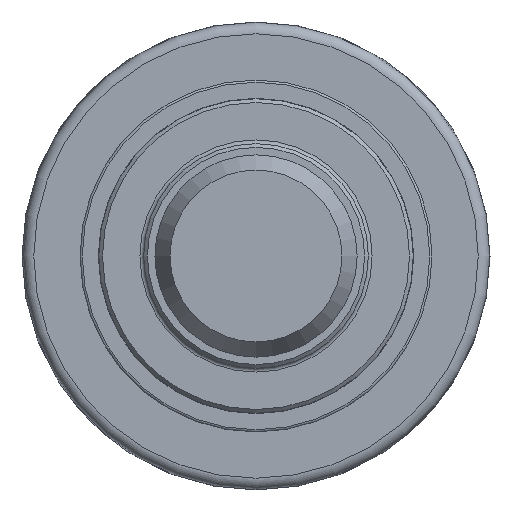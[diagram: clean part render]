
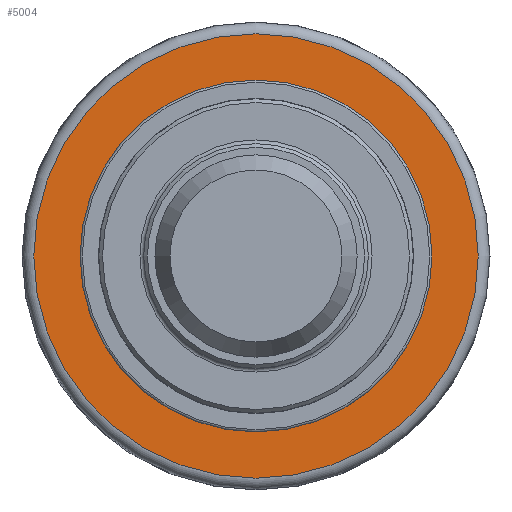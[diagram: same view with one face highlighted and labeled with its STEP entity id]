
A CAD part, left-side view. The second image highlights one B-rep face of the part: STEP entity #5004.
In plain terms, the highlighted planar face has unit normal (-1, 0, 0).
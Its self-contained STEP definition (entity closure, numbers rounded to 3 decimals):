
#68=FACE_BOUND('',#572,.T.);
#109=PLANE('',#5329);
#299=FACE_OUTER_BOUND('',#571,.T.);
#571=EDGE_LOOP('',(#3474,#3475));
#572=EDGE_LOOP('',(#3476,#3477));
#1810=CIRCLE('',#5322,23.5);
#1811=CIRCLE('',#5323,23.5);
#1816=CIRCLE('',#5330,29.678);
#1817=CIRCLE('',#5331,29.678);
#2090=VERTEX_POINT('',#7537);
#2091=VERTEX_POINT('',#7539);
#2096=VERTEX_POINT('',#7552);
#2097=VERTEX_POINT('',#7553);
#2634=EDGE_CURVE('',#2091,#2090,#1810,.T.);
#2635=EDGE_CURVE('',#2090,#2091,#1811,.T.);
#2640=EDGE_CURVE('',#2096,#2097,#1816,.T.);
#2641=EDGE_CURVE('',#2097,#2096,#1817,.T.);
#3474=ORIENTED_EDGE('',*,*,#2640,.F.);
#3475=ORIENTED_EDGE('',*,*,#2641,.F.);
#3476=ORIENTED_EDGE('',*,*,#2634,.T.);
#3477=ORIENTED_EDGE('',*,*,#2635,.T.);
#5004=ADVANCED_FACE('',(#299,#68),#109,.T.);
#5322=AXIS2_PLACEMENT_3D('',#7540,#5971,#5972);
#5323=AXIS2_PLACEMENT_3D('',#7541,#5973,#5974);
#5329=AXIS2_PLACEMENT_3D('',#7551,#5985,#5986);
#5330=AXIS2_PLACEMENT_3D('',#7554,#5987,#5988);
#5331=AXIS2_PLACEMENT_3D('',#7555,#5989,#5990);
#5971=DIRECTION('center_axis',(1.,0.,0.));
#5972=DIRECTION('ref_axis',(0.,0.,
-1.));
#5973=DIRECTION('center_axis',(1.,0.,0.));
#5974=DIRECTION('ref_axis',(0.,0.,
-1.));
#5985=DIRECTION('center_axis',(-1.,0.,0.));
#5986=DIRECTION('ref_axis',(0.,1.,0.));
#5987=DIRECTION('center_axis',(1.,0.,0.));
#5988=DIRECTION('ref_axis',(0.,0.,
1.));
#5989=DIRECTION('center_axis',(1.,0.,0.));
#5990=DIRECTION('ref_axis',(0.,0.,
1.));
#7537=CARTESIAN_POINT('',(15.85,0.,23.5));
#7539=CARTESIAN_POINT('',(15.85,0.,-23.5));
#7540=CARTESIAN_POINT('Origin',(15.85,0.,0.));
#7541=CARTESIAN_POINT('Origin',(15.85,0.,0.));
#7551=CARTESIAN_POINT('Origin',(15.85,0.,-27.325));
#7552=CARTESIAN_POINT('',(15.85,0.,-29.678));
#7553=CARTESIAN_POINT('',(15.85,29.678,0.));
#7554=CARTESIAN_POINT('Origin',(15.85,0.,0.));
#7555=CARTESIAN_POINT('Origin',(15.85,0.,0.));
